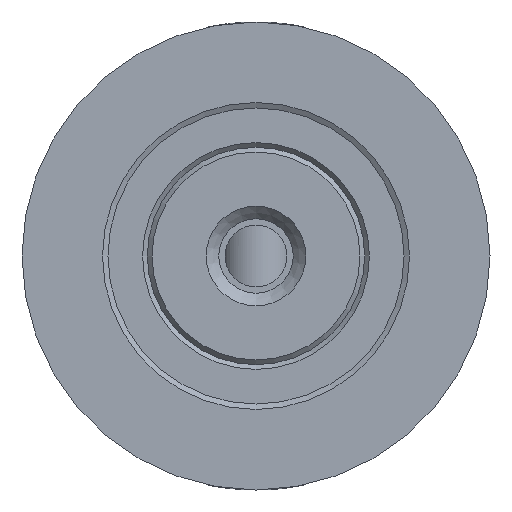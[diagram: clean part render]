
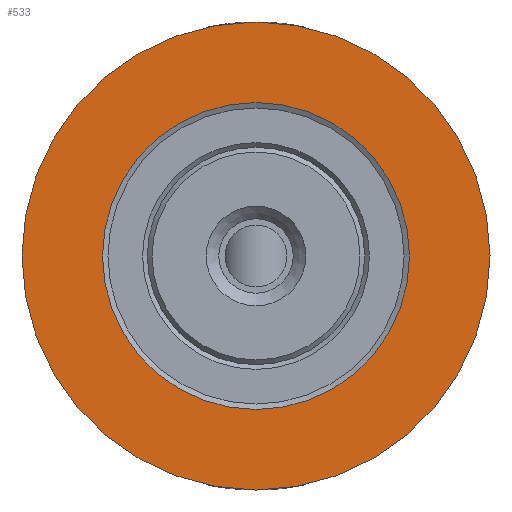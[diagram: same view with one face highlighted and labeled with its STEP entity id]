
A CAD part, front view. The second image highlights one B-rep face of the part: STEP entity #533.
In plain terms, the highlighted planar face has unit normal (0, -1, 0).
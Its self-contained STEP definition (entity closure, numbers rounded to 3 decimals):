
#15=PLANE('',#622);
#24=FACE_BOUND('',#140,.T.);
#58=CIRCLE('',#591,12.378);
#59=CIRCLE('',#592,12.378);
#76=CIRCLE('',#617,18.872);
#79=CIRCLE('',#620,18.872);
#109=FACE_OUTER_BOUND('',#139,.T.);
#139=EDGE_LOOP('',(#451,#452));
#140=EDGE_LOOP('',(#453,#454));
#240=VERTEX_POINT('',#1418);
#241=VERTEX_POINT('',#1420);
#259=VERTEX_POINT('',#1693);
#260=VERTEX_POINT('',#1694);
#302=EDGE_CURVE('',#241,#240,#58,.T.);
#303=EDGE_CURVE('',#240,#241,#59,.T.);
#330=EDGE_CURVE('',#259,#260,#76,.T.);
#337=EDGE_CURVE('',#260,#259,#79,.T.);
#451=ORIENTED_EDGE('',*,*,#330,.F.);
#452=ORIENTED_EDGE('',*,*,#337,.F.);
#453=ORIENTED_EDGE('',*,*,#302,.T.);
#454=ORIENTED_EDGE('',*,*,#303,.T.);
#533=ADVANCED_FACE('',(#109,#24),#15,.F.);
#591=AXIS2_PLACEMENT_3D('',#1421,#701,#702);
#592=AXIS2_PLACEMENT_3D('',#1422,#703,#704);
#617=AXIS2_PLACEMENT_3D('',#1695,#760,#761);
#620=AXIS2_PLACEMENT_3D('',#1891,#768,#769);
#622=AXIS2_PLACEMENT_3D('',#2098,#772,#773);
#701=DIRECTION('center_axis',(0.,1.,0.));
#702=DIRECTION('ref_axis',(0.,0.,1.));
#703=DIRECTION('center_axis',(0.,1.,0.));
#704=DIRECTION('ref_axis',(0.,0.,1.));
#760=DIRECTION('center_axis',(0.,1.,0.));
#761=DIRECTION('ref_axis',(0.,0.,1.));
#768=DIRECTION('center_axis',(0.,1.,0.));
#769=DIRECTION('ref_axis',(0.,0.,1.));
#772=DIRECTION('center_axis',(0.,1.,0.));
#773=DIRECTION('ref_axis',(0.,0.,1.));
#1418=CARTESIAN_POINT('',(0.,-75.,-12.378));
#1420=CARTESIAN_POINT('',(0.,-75.,12.378));
#1421=CARTESIAN_POINT('Origin',(0.,-75.,0.));
#1422=CARTESIAN_POINT('Origin',(0.,-75.,0.));
#1693=CARTESIAN_POINT('',(0.,-75.,-18.872));
#1694=CARTESIAN_POINT('',(0.,-75.,18.872));
#1695=CARTESIAN_POINT('Origin',(0.,-75.,0.));
#1891=CARTESIAN_POINT('Origin',(0.,-75.,0.));
#2098=CARTESIAN_POINT('Origin',(0.,-75.,0.));
